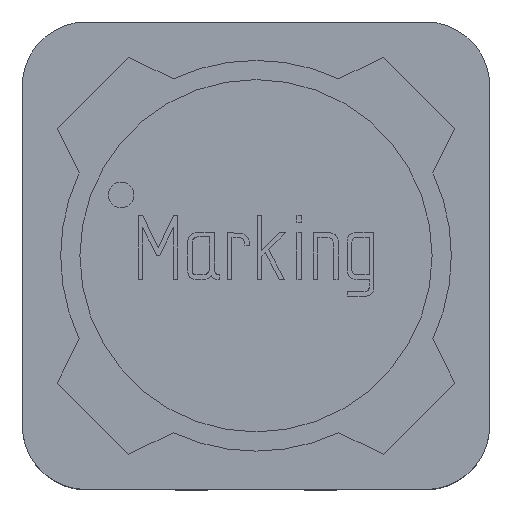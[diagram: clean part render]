
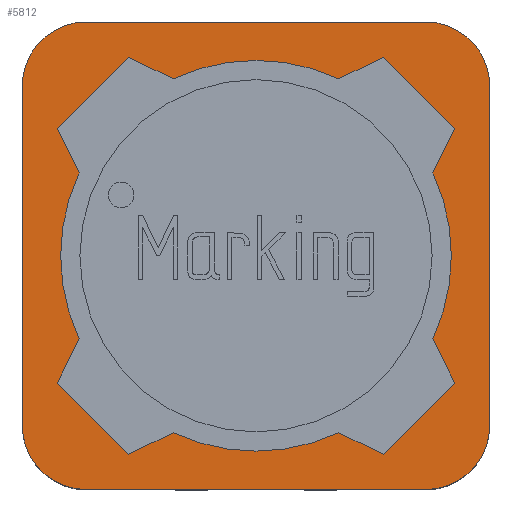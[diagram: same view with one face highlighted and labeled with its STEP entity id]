
A CAD part, top view. The second image highlights one B-rep face of the part: STEP entity #5812.
In plain terms, the highlighted planar face has unit normal (0, 0, 1).
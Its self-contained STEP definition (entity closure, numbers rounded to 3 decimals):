
#390=CIRCLE('',#6868,3.05);
#391=CIRCLE('',#6869,3.05);
#392=CIRCLE('',#6870,3.05);
#393=CIRCLE('',#6871,3.05);
#394=CIRCLE('',#6872,1.);
#395=CIRCLE('',#6873,1.);
#396=CIRCLE('',#6874,1.);
#397=CIRCLE('',#6875,1.);
#1708=ORIENTED_EDGE('',*,*,#2762,.T.);
#1709=ORIENTED_EDGE('',*,*,#2763,.T.);
#1710=ORIENTED_EDGE('',*,*,#2764,.T.);
#1711=ORIENTED_EDGE('',*,*,#2765,.T.);
#1712=ORIENTED_EDGE('',*,*,#2766,.T.);
#1713=ORIENTED_EDGE('',*,*,#2767,.T.);
#1714=ORIENTED_EDGE('',*,*,#2768,.T.);
#1715=ORIENTED_EDGE('',*,*,#2769,.T.);
#1716=ORIENTED_EDGE('',*,*,#2770,.T.);
#1717=ORIENTED_EDGE('',*,*,#2771,.T.);
#1718=ORIENTED_EDGE('',*,*,#2772,.T.);
#1719=ORIENTED_EDGE('',*,*,#2773,.T.);
#1720=ORIENTED_EDGE('',*,*,#2774,.T.);
#1721=ORIENTED_EDGE('',*,*,#2775,.T.);
#1722=ORIENTED_EDGE('',*,*,#2776,.T.);
#1723=ORIENTED_EDGE('',*,*,#2777,.T.);
#1724=ORIENTED_EDGE('',*,*,#2753,.T.);
#1725=ORIENTED_EDGE('',*,*,#2778,.T.);
#1726=ORIENTED_EDGE('',*,*,#2742,.T.);
#1727=ORIENTED_EDGE('',*,*,#2779,.T.);
#1728=ORIENTED_EDGE('',*,*,#2747,.T.);
#1729=ORIENTED_EDGE('',*,*,#2780,.T.);
#1730=ORIENTED_EDGE('',*,*,#2759,.T.);
#1731=ORIENTED_EDGE('',*,*,#2781,.T.);
#2742=EDGE_CURVE('',#3380,#3379,#3896,.T.);
#2747=EDGE_CURVE('',#3384,#3383,#3901,.T.);
#2753=EDGE_CURVE('',#3388,#3387,#3907,.T.);
#2759=EDGE_CURVE('',#3392,#3391,#3913,.T.);
#2762=EDGE_CURVE('',#3393,#3394,#3916,.T.);
#2763=EDGE_CURVE('',#3394,#3395,#3917,.T.);
#2764=EDGE_CURVE('',#3395,#3396,#3918,.T.);
#2765=EDGE_CURVE('',#3396,#3397,#390,.F.);
#2766=EDGE_CURVE('',#3397,#3398,#3919,.T.);
#2767=EDGE_CURVE('',#3398,#3399,#3920,.T.);
#2768=EDGE_CURVE('',#3399,#3400,#3921,.T.);
#2769=EDGE_CURVE('',#3400,#3401,#391,.F.);
#2770=EDGE_CURVE('',#3401,#3402,#3922,.T.);
#2771=EDGE_CURVE('',#3402,#3403,#3923,.T.);
#2772=EDGE_CURVE('',#3403,#3404,#3924,.T.);
#2773=EDGE_CURVE('',#3404,#3405,#392,.F.);
#2774=EDGE_CURVE('',#3405,#3406,#3925,.T.);
#2775=EDGE_CURVE('',#3406,#3407,#3926,.T.);
#2776=EDGE_CURVE('',#3407,#3408,#3927,.T.);
#2777=EDGE_CURVE('',#3408,#3393,#393,.F.);
#2778=EDGE_CURVE('',#3387,#3380,#394,.T.);
#2779=EDGE_CURVE('',#3379,#3384,#395,.T.);
#2780=EDGE_CURVE('',#3383,#3392,#396,.T.);
#2781=EDGE_CURVE('',#3391,#3388,#397,.T.);
#3379=VERTEX_POINT('',#12704);
#3380=VERTEX_POINT('',#12706);
#3383=VERTEX_POINT('',#12714);
#3384=VERTEX_POINT('',#12716);
#3387=VERTEX_POINT('',#12725);
#3388=VERTEX_POINT('',#12727);
#3391=VERTEX_POINT('',#12736);
#3392=VERTEX_POINT('',#12738);
#3393=VERTEX_POINT('',#12743);
#3394=VERTEX_POINT('',#12744);
#3395=VERTEX_POINT('',#12746);
#3396=VERTEX_POINT('',#12748);
#3397=VERTEX_POINT('',#12750);
#3398=VERTEX_POINT('',#12752);
#3399=VERTEX_POINT('',#12754);
#3400=VERTEX_POINT('',#12756);
#3401=VERTEX_POINT('',#12758);
#3402=VERTEX_POINT('',#12760);
#3403=VERTEX_POINT('',#12762);
#3404=VERTEX_POINT('',#12764);
#3405=VERTEX_POINT('',#12766);
#3406=VERTEX_POINT('',#12768);
#3407=VERTEX_POINT('',#12770);
#3408=VERTEX_POINT('',#12772);
#3896=LINE('',#12705,#4457);
#3901=LINE('',#12715,#4462);
#3907=LINE('',#12726,#4468);
#3913=LINE('',#12737,#4474);
#3916=LINE('',#12742,#4477);
#3917=LINE('',#12745,#4478);
#3918=LINE('',#12747,#4479);
#3919=LINE('',#12751,#4480);
#3920=LINE('',#12753,#4481);
#3921=LINE('',#12755,#4482);
#3922=LINE('',#12759,#4483);
#3923=LINE('',#12761,#4484);
#3924=LINE('',#12763,#4485);
#3925=LINE('',#12767,#4486);
#3926=LINE('',#12769,#4487);
#3927=LINE('',#12771,#4488);
#4457=VECTOR('',#8029,1000.);
#4462=VECTOR('',#8036,1000.);
#4468=VECTOR('',#8044,1000.);
#4474=VECTOR('',#8052,1000.);
#4477=VECTOR('',#8057,1000.);
#4478=VECTOR('',#8058,1000.);
#4479=VECTOR('',#8059,1000.);
#4480=VECTOR('',#8062,1000.);
#4481=VECTOR('',#8063,1000.);
#4482=VECTOR('',#8064,1000.);
#4483=VECTOR('',#8067,1000.);
#4484=VECTOR('',#8068,1000.);
#4485=VECTOR('',#8069,1000.);
#4486=VECTOR('',#8072,1000.);
#4487=VECTOR('',#8073,1000.);
#4488=VECTOR('',#8074,1000.);
#4884=EDGE_LOOP('',(#1708,#1709,#1710,#1711,#1712,#1713,#1714,#1715,#1716,
#1717,#1718,#1719,#1720,#1721,#1722,#1723));
#4885=EDGE_LOOP('',(#1724,#1725,#1726,#1727,#1728,#1729,#1730,#1731));
#5249=FACE_BOUND('',#4884,.T.);
#5250=FACE_BOUND('',#4885,.T.);
#5504=PLANE('',#6867);
#5812=ADVANCED_FACE('',(#5249,#5250),#5504,.T.);
#6867=AXIS2_PLACEMENT_3D('',#12741,#8055,#8056);
#6868=AXIS2_PLACEMENT_3D('',#12749,#8060,#8061);
#6869=AXIS2_PLACEMENT_3D('',#12757,#8065,#8066);
#6870=AXIS2_PLACEMENT_3D('',#12765,#8070,#8071);
#6871=AXIS2_PLACEMENT_3D('',#12773,#8075,#8076);
#6872=AXIS2_PLACEMENT_3D('',#12774,#8077,#8078);
#6873=AXIS2_PLACEMENT_3D('',#12775,#8079,#8080);
#6874=AXIS2_PLACEMENT_3D('',#12776,#8081,#8082);
#6875=AXIS2_PLACEMENT_3D('',#12777,#8083,#8084);
#8029=DIRECTION('',(1.,0.,0.));
#8036=DIRECTION('',(0.,1.,0.));
#8044=DIRECTION('',(0.,-1.,0.));
#8052=DIRECTION('',(-1.,0.,0.));
#8055=DIRECTION('',(0.,0.,1.));
#8056=DIRECTION('',(1.,0.,0.));
#8057=DIRECTION('',(-0.9,-0.436,0.));
#8058=DIRECTION('',(-0.707,0.707,0.));
#8059=DIRECTION('',(0.436,0.9,0.));
#8060=DIRECTION('',(0.,0.,1.));
#8061=DIRECTION('',(1.,0.,0.));
#8062=DIRECTION('',(-0.436,0.9,0.));
#8063=DIRECTION('',(0.707,0.707,0.));
#8064=DIRECTION('',(0.9,-0.436,0.));
#8065=DIRECTION('',(0.,0.,1.));
#8066=DIRECTION('',(1.,0.,0.));
#8067=DIRECTION('',(0.9,0.436,0.));
#8068=DIRECTION('',(0.707,-0.707,0.));
#8069=DIRECTION('',(-0.436,-0.9,0.));
#8070=DIRECTION('',(0.,0.,1.));
#8071=DIRECTION('',(1.,0.,0.));
#8072=DIRECTION('',(0.436,-0.9,0.));
#8073=DIRECTION('',(-0.707,-0.707,0.));
#8074=DIRECTION('',(-0.9,0.436,0.));
#8075=DIRECTION('',(0.,0.,1.));
#8076=DIRECTION('',(1.,0.,0.));
#8077=DIRECTION('',(0.,0.,1.));
#8078=DIRECTION('',(1.,0.,0.));
#8079=DIRECTION('',(0.,0.,1.));
#8080=DIRECTION('',(1.,0.,0.));
#8081=DIRECTION('',(0.,0.,1.));
#8082=DIRECTION('',(1.,0.,0.));
#8083=DIRECTION('',(0.,0.,1.));
#8084=DIRECTION('',(1.,0.,0.));
#12704=CARTESIAN_POINT('',(2.65,-3.65,3.5));
#12705=CARTESIAN_POINT('',(-3.65,-3.65,3.5));
#12706=CARTESIAN_POINT('',(-2.65,-3.65,3.5));
#12714=CARTESIAN_POINT('',(3.65,2.65,3.5));
#12715=CARTESIAN_POINT('',(3.65,-3.65,3.5));
#12716=CARTESIAN_POINT('',(3.65,-2.65,3.5));
#12725=CARTESIAN_POINT('',(-3.65,-2.65,3.5));
#12726=CARTESIAN_POINT('',(-3.65,3.65,3.5));
#12727=CARTESIAN_POINT('',(-3.65,2.65,3.5));
#12736=CARTESIAN_POINT('',(-2.65,3.65,3.5));
#12737=CARTESIAN_POINT('',(3.65,3.65,3.5));
#12738=CARTESIAN_POINT('',(2.65,3.65,3.5));
#12741=CARTESIAN_POINT('',(-3.65,-3.65,3.5));
#12742=CARTESIAN_POINT('',(-1.956,-3.084,3.5));
#12743=CARTESIAN_POINT('',(-1.293,-2.763,3.5));
#12744=CARTESIAN_POINT('',(-1.988,-3.099,3.5));
#12745=CARTESIAN_POINT('',(-3.074,-2.014,3.5));
#12746=CARTESIAN_POINT('',(-3.099,-1.988,3.5));
#12747=CARTESIAN_POINT('',(-2.752,-1.271,3.5));
#12748=CARTESIAN_POINT('',(-2.763,-1.293,3.5));
#12749=CARTESIAN_POINT('',(0.,0.,3.5));
#12750=CARTESIAN_POINT('',(-2.763,1.293,3.5));
#12751=CARTESIAN_POINT('',(-3.084,1.956,3.5));
#12752=CARTESIAN_POINT('',(-3.099,1.988,3.5));
#12753=CARTESIAN_POINT('',(-2.014,3.074,3.5));
#12754=CARTESIAN_POINT('',(-1.988,3.099,3.5));
#12755=CARTESIAN_POINT('',(-1.271,2.752,3.5));
#12756=CARTESIAN_POINT('',(-1.293,2.763,3.5));
#12757=CARTESIAN_POINT('',(0.,0.,3.5));
#12758=CARTESIAN_POINT('',(1.293,2.763,3.5));
#12759=CARTESIAN_POINT('',(1.956,3.084,3.5));
#12760=CARTESIAN_POINT('',(1.988,3.099,3.5));
#12761=CARTESIAN_POINT('',(3.074,2.014,3.5));
#12762=CARTESIAN_POINT('',(3.099,1.988,3.5));
#12763=CARTESIAN_POINT('',(2.752,1.271,3.5));
#12764=CARTESIAN_POINT('',(2.763,1.293,3.5));
#12765=CARTESIAN_POINT('',(0.,0.,3.5));
#12766=CARTESIAN_POINT('',(2.763,-1.293,3.5));
#12767=CARTESIAN_POINT('',(3.084,-1.956,3.5));
#12768=CARTESIAN_POINT('',(3.099,-1.988,3.5));
#12769=CARTESIAN_POINT('',(2.014,-3.074,3.5));
#12770=CARTESIAN_POINT('',(1.988,-3.099,3.5));
#12771=CARTESIAN_POINT('',(1.271,-2.752,3.5));
#12772=CARTESIAN_POINT('',(1.293,-2.763,3.5));
#12773=CARTESIAN_POINT('',(0.,0.,3.5));
#12774=CARTESIAN_POINT('',(-2.65,-2.65,3.5));
#12775=CARTESIAN_POINT('',(2.65,-2.65,3.5));
#12776=CARTESIAN_POINT('',(2.65,2.65,3.5));
#12777=CARTESIAN_POINT('',(-2.65,2.65,3.5));
